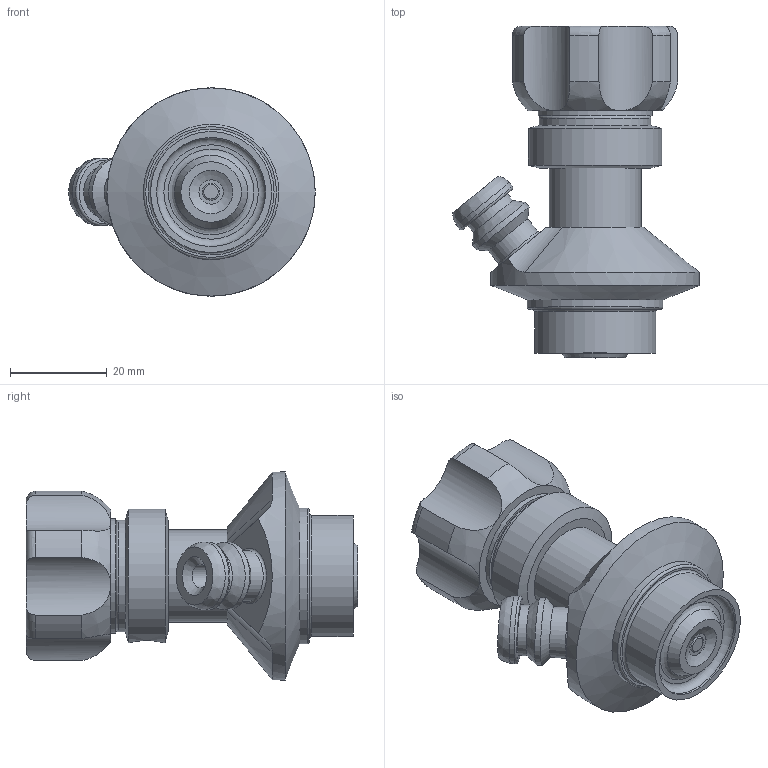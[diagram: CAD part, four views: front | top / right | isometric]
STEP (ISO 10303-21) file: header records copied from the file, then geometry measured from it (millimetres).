
FILE_DESCRIPTION(/* description */ ('This is a sample STEP configuration'),/* implementation_level */ '2;1');
FILE_NAME(/* name */ '451141E.stp',/* time_stamp */ '2020-10-28T11:28:48+01:00',/* author */ ('powerJobs'),/* organization */ ('coolOrange'),/* preprocessor_version */ 'ST-DEVELOPER v18',/* originating_system */ 'Autodesk Inventor 2020',/* authorisation */ '');
FILE_SCHEMA (('AUTOMOTIVE_DESIGN { 1 0 10303 214 3 1 1 }'));
Length unit declared in the file: millimetre
Products named in the file (1): 451141E
Bounding box: 50.89 x 68.5 x 43 mm (x, y, z)
Volume: 42206.6 mm3; surface area: 15634.8 mm2
Topology: 1 solids, 5 shells, 150 faces, 412 edges, 289 vertices
Faces by surface type: cylinder 69, plane 35, cone 18, torus 16, bspline 11, sphere 1
Full cylindrical faces by diameter (mm): 5 x2, 6.05 x1, 10.5 x2, 12.893 x15, 13 x1, 14 x6, 14.2 x1, 16 x3, 16.5 x2, 18.5 x1, 18.6 x2, 19 x1, 19.6 x1, 20 x1, 20.6 x1, 22.5 x1, 23 x1, 23.6 x1, 25 x1, 27.5 x1, 28 x1, 43 x1
Entity records: 8042 total; most frequent: CARTESIAN_POINT 3931, DIRECTION 851, ORIENTED_EDGE 822, EDGE_CURVE 411, AXIS2_PLACEMENT_3D 374, VERTEX_POINT 289, CIRCLE 221, EDGE_LOOP 176
